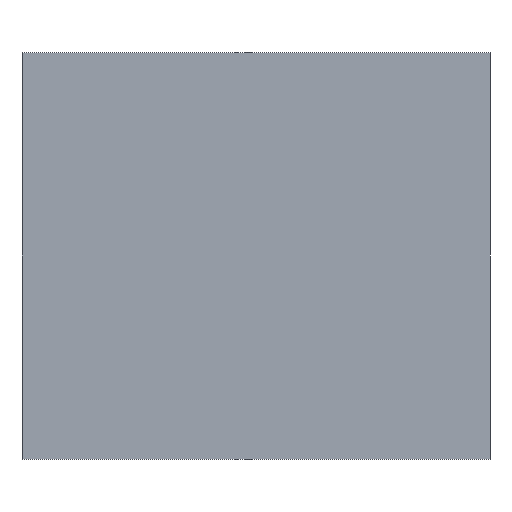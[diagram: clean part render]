
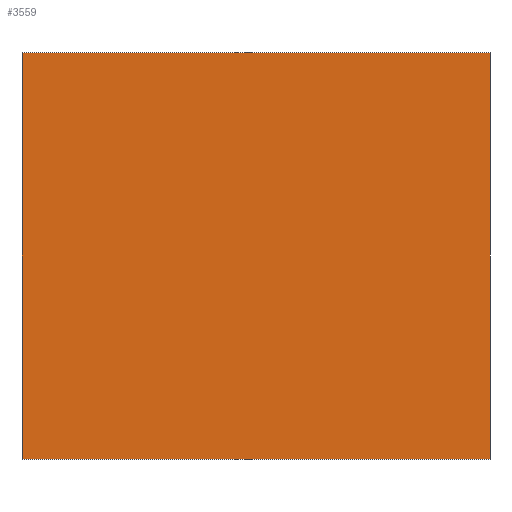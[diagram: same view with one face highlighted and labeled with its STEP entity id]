
A CAD part, front view. The second image highlights one B-rep face of the part: STEP entity #3559.
In plain terms, the highlighted planar face has unit normal (0, -1, 0).
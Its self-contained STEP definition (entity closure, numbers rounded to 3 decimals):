
#151=FACE_OUTER_BOUND('',#370,.T.);
#370=EDGE_LOOP('',(#2363,#2364,#2365,#2366));
#587=LINE('',#5105,#1041);
#590=LINE('',#5111,#1044);
#593=LINE('',#5117,#1047);
#596=LINE('',#5121,#1050);
#1041=VECTOR('',#4097,10.);
#1044=VECTOR('',#4102,10.);
#1047=VECTOR('',#4107,10.);
#1050=VECTOR('',#4112,10.);
#1495=VERTEX_POINT('',#5102);
#1496=VERTEX_POINT('',#5104);
#1498=VERTEX_POINT('',#5110);
#1500=VERTEX_POINT('',#5116);
#1835=EDGE_CURVE('',#1496,#1495,#587,.T.);
#1838=EDGE_CURVE('',#1498,#1496,#590,.T.);
#1841=EDGE_CURVE('',#1500,#1498,#593,.T.);
#1844=EDGE_CURVE('',#1495,#1500,#596,.T.);
#2363=ORIENTED_EDGE('',*,*,#1844,.T.);
#2364=ORIENTED_EDGE('',*,*,#1841,.T.);
#2365=ORIENTED_EDGE('',*,*,#1838,.T.);
#2366=ORIENTED_EDGE('',*,*,#1835,.T.);
#3368=PLANE('',#3821);
#3559=ADVANCED_FACE('',(#151),#3368,.T.);
#3821=AXIS2_PLACEMENT_3D('',#5123,#4115,#4116);
#4097=DIRECTION('',(1.,0.,0.));
#4102=DIRECTION('',(0.,0.,-1.));
#4107=DIRECTION('',(-1.,0.,0.));
#4112=DIRECTION('',(0.,0.,1.));
#4115=DIRECTION('center_axis',(0.,-1.,0.));
#4116=DIRECTION('ref_axis',(0.,0.,-1.));
#5102=CARTESIAN_POINT('',(400.,-20.,-347.5));
#5104=CARTESIAN_POINT('',(-400.,-20.,-347.5));
#5105=CARTESIAN_POINT('',(400.,-20.,-347.5));
#5110=CARTESIAN_POINT('',(-400.,-20.,347.5));
#5111=CARTESIAN_POINT('',(-400.,-20.,-347.5));
#5116=CARTESIAN_POINT('',(400.,-20.,347.5));
#5117=CARTESIAN_POINT('',(-400.,-20.,347.5));
#5121=CARTESIAN_POINT('',(400.,-20.,347.5));
#5123=CARTESIAN_POINT('Origin',(0.,-20.,0.));
